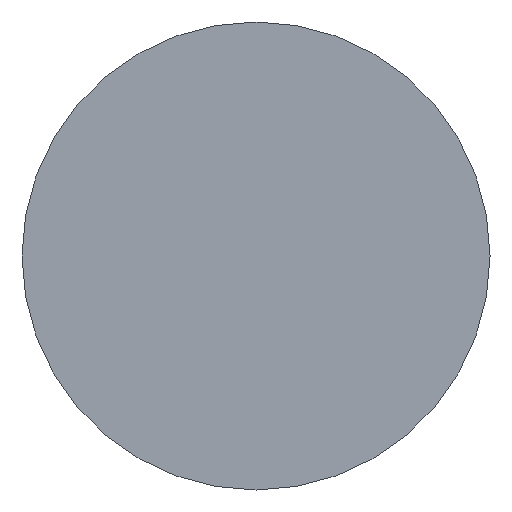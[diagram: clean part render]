
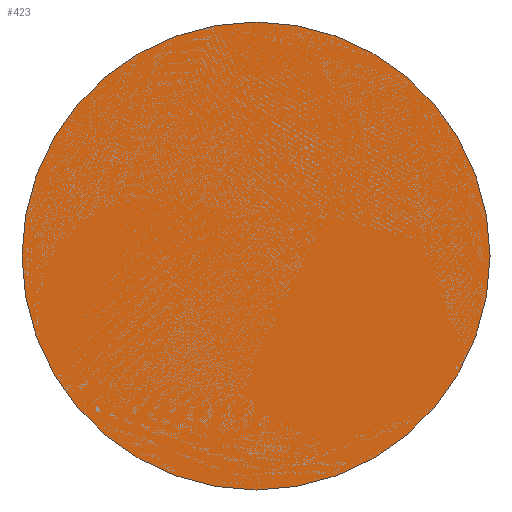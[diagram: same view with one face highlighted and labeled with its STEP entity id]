
A CAD part, front view. The second image highlights one B-rep face of the part: STEP entity #423.
In plain terms, the highlighted planar face has unit normal (0, -1, 0).
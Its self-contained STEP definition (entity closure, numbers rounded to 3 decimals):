
#356 = CYLINDRICAL_SURFACE('',#357,3.);
#357 = AXIS2_PLACEMENT_3D('',#358,#359,#360);
#358 = CARTESIAN_POINT('',(0.,31.,0.));
#359 = DIRECTION('',(-0.,-1.,-0.));
#360 = DIRECTION('',(1.,-0.,0.));
#374 = VERTEX_POINT('',#375);
#375 = CARTESIAN_POINT('',(3.,0.,0.));
#396 = EDGE_CURVE('',#374,#374,#397,.T.);
#397 = SURFACE_CURVE('',#398,(#403,#410),.PCURVE_S1.);
#398 = CIRCLE('',#399,3.);
#399 = AXIS2_PLACEMENT_3D('',#400,#401,#402);
#400 = CARTESIAN_POINT('',(0.,0.,0.));
#401 = DIRECTION('',(-0.,1.,0.));
#402 = DIRECTION('',(1.,0.,0.));
#403 = PCURVE('',#356,#404);
#404 = DEFINITIONAL_REPRESENTATION('',(#405),#409);
#405 = LINE('',#406,#407);
#406 = CARTESIAN_POINT('',(-0.,31.));
#407 = VECTOR('',#408,1.);
#408 = DIRECTION('',(-1.,0.));
#409 = ( GEOMETRIC_REPRESENTATION_CONTEXT(2) 
PARAMETRIC_REPRESENTATION_CONTEXT() REPRESENTATION_CONTEXT('2D SPACE',''
  ) );
#410 = PCURVE('',#411,#416);
#411 = PLANE('',#412);
#412 = AXIS2_PLACEMENT_3D('',#413,#414,#415);
#413 = CARTESIAN_POINT('',(0.,0.,0.));
#414 = DIRECTION('',(0.,1.,0.));
#415 = DIRECTION('',(1.,0.,0.));
#416 = DEFINITIONAL_REPRESENTATION('',(#417),#421);
#417 = CIRCLE('',#418,3.);
#418 = AXIS2_PLACEMENT_2D('',#419,#420);
#419 = CARTESIAN_POINT('',(0.,0.));
#420 = DIRECTION('',(1.,0.));
#421 = ( GEOMETRIC_REPRESENTATION_CONTEXT(2) 
PARAMETRIC_REPRESENTATION_CONTEXT() REPRESENTATION_CONTEXT('2D SPACE',''
  ) );
#423 = ADVANCED_FACE('',(#424),#411,.F.);
#424 = FACE_BOUND('',#425,.F.);
#425 = EDGE_LOOP('',(#426));
#426 = ORIENTED_EDGE('',*,*,#396,.T.);
